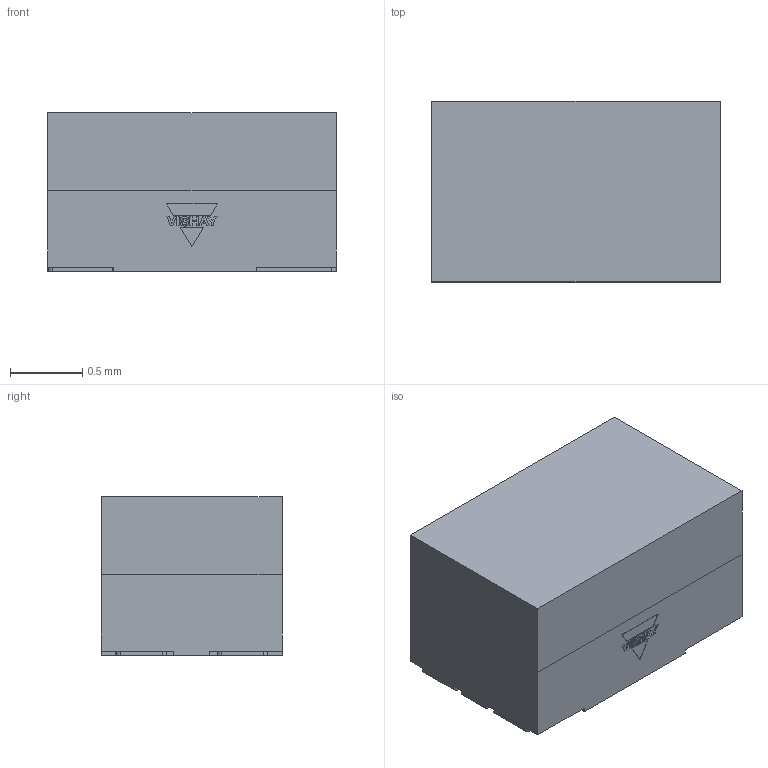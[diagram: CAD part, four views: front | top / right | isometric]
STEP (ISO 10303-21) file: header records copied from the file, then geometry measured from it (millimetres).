
FILE_DESCRIPTION(('FreeCAD Model'),'2;1');
FILE_NAME('Vishay VEML6075.step','2019-08-07T22:02:26',('Author'),(''), 'Open CASCADE STEP processor 7.2','FreeCAD','Unknown');
FILE_SCHEMA(('AUTOMOTIVE_DESIGN { 1 0 10303 214 1 1 1 1 }'));
Length unit declared in the file: millimetre
Products named in the file (4): logo; top; base; pins
Bounding box: 2 x 1.25 x 1.1 mm (x, y, z)
Volume: 2.7 mm3; surface area: 18.8 mm2
Topology: 14 solids, 14 shells, 138 faces, 330 edges, 220 vertices
Faces by surface type: bspline 82, plane 48, cylinder 8
Entity records: 3980 total; most frequent: CARTESIAN_POINT 1229, ORIENTED_EDGE 660, EDGE_CURVE 330, DIRECTION 262, VERTEX_POINT 220, B_SPLINE_CURVE_WITH_KNOTS 198, FACE_BOUND 140, EDGE_LOOP 140
